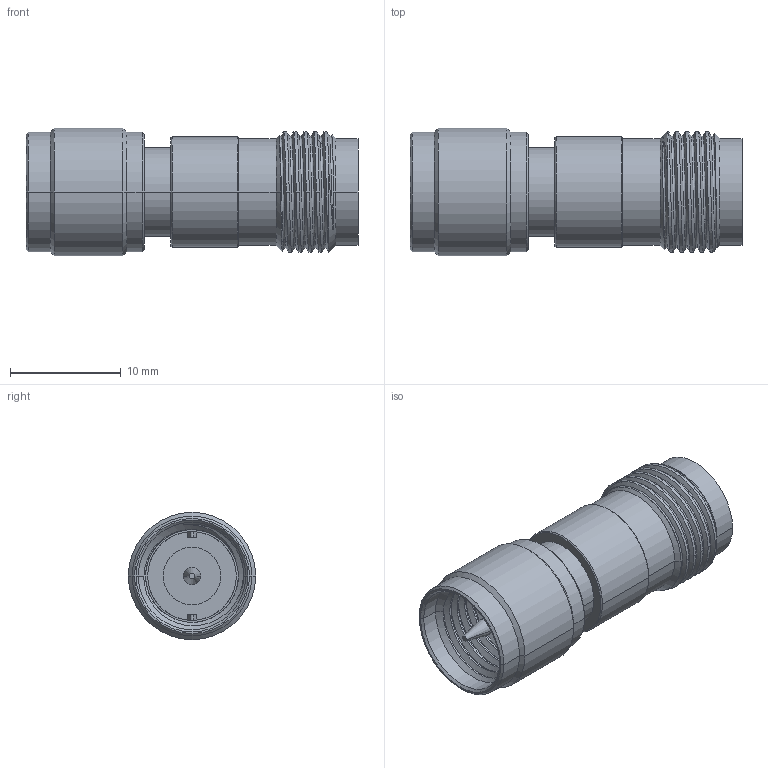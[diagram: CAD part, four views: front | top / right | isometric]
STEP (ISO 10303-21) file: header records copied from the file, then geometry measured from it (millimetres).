
FILE_DESCRIPTION((''),'2;1');
FILE_NAME('242242','2019-12-10T',('Viji'),(''),'CREO PARAMETRIC BY PTC INC, 2018360','CREO PARAMETRIC BY PTC INC, 2018360','');
FILE_SCHEMA(('CONFIG_CONTROL_DESIGN'));
Length unit declared in the file: inch
Products named in the file (1): 242242
Bounding box: 30 x 11.5 x 11.5 mm (x, y, z)
Volume: 1677.4 mm3; surface area: 1923.7 mm2
Topology: 1 solids, 1 shells, 129 faces, 318 edges, 199 vertices
Faces by surface type: cylinder 50, plane 32, cone 32, bspline 15
Entity records: 8400 total; most frequent: CARTESIAN_POINT 5448, ORIENTED_EDGE 632, DIRECTION 562, EDGE_CURVE 316, AXIS2_PLACEMENT_3D 219, VERTEX_POINT 199, EDGE_LOOP 139, FACE_OUTER_BOUND 129
